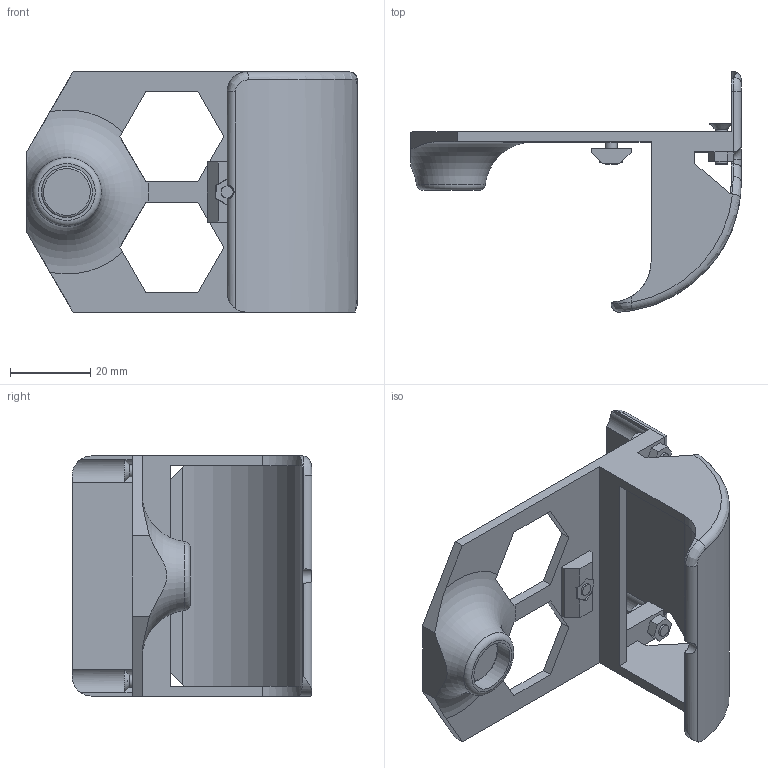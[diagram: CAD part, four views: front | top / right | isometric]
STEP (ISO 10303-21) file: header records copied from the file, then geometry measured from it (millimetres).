
FILE_DESCRIPTION(/* description */ ('Alibre Inc.'),/* implementation_level */ '2;1');
FILE_NAME(/* name */ 'export0',/* time_stamp */ '2015-07-11T14:26:45+12:00',/* author */ (''),/* organization */ (''),/* preprocessor_version */ 'ST-DEVELOPER v14',/* originating_system */ 'Alibre',/* authorisation */ '');
FILE_SCHEMA (('CONFIG_CONTROL_DESIGN'));
Length unit declared in the file: centimetre
Products named in the file (7): ID_1; ID_2; ID_3; ID_4; ID_5
Bounding box: 82.5 x 59.93 x 60 mm (x, y, z)
Volume: 27498.5 mm3; surface area: 22861.6 mm2
Topology: 11 solids, 11 shells, 228 faces, 602 edges, 392 vertices
Faces by surface type: plane 170, cylinder 37, torus 9, bspline 7, cone 5
Full cylindrical faces by diameter (mm): 3 x8, 3.5 x3, 3.7 x1, 12.7 x2
Entity records: 7028 total; most frequent: CARTESIAN_POINT 1959, ORIENTED_EDGE 914, DIRECTION 744, EDGE_CURVE 457, VECTOR 338, LINE 338, VERTEX_POINT 306, AXIS2_PLACEMENT_3D 266
